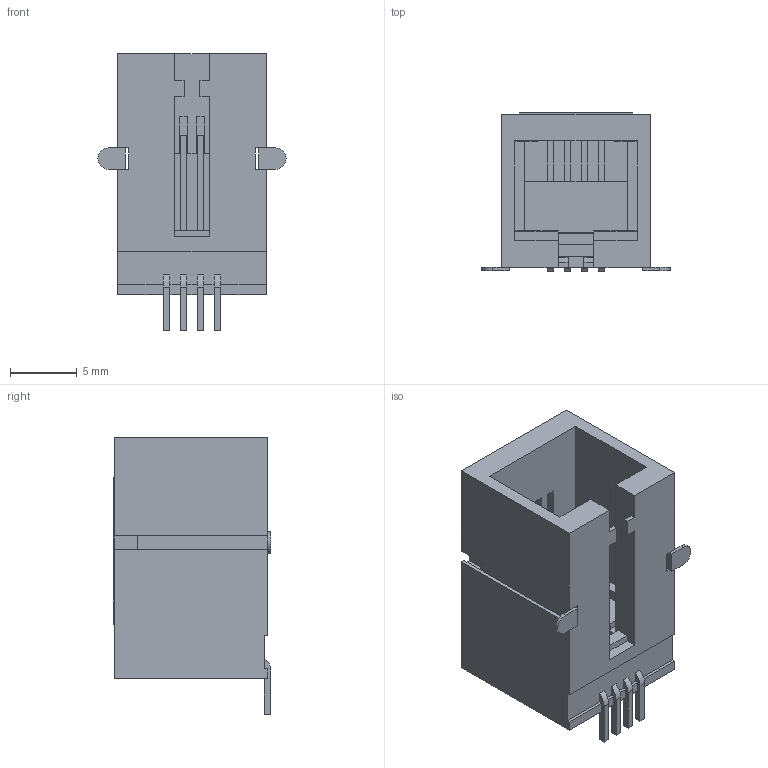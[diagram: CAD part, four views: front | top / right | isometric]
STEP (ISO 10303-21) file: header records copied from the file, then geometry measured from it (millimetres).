
FILE_DESCRIPTION(('FreeCAD Model'),'2;1');
FILE_NAME('Open CASCADE Shape Model','2025-01-17T18:18:35',('Author'),( ''),'Open CASCADE STEP processor 7.6','FreeCAD','Unknown');
FILE_SCHEMA(('AUTOMOTIVE_DESIGN { 1 0 10303 214 1 1 1 1 }'));
Length unit declared in the file: millimetre
Products named in the file (2): 855025005; SOLID
Assembly tree (1 placements, depth 2):
  855025005
    SOLID
Bounding box: 14.13 x 11.85 x 20.78 mm (x, y, z)
Volume: 1057.1 mm3; surface area: 1991.9 mm2
Topology: 1 solids, 1 shells, 203 faces, 580 edges, 378 vertices
Faces by surface type: plane 189, cylinder 14
Entity records: 7374 total; most frequent: CARTESIAN_POINT 1163, ORIENTED_EDGE 1160, DIRECTION 1018, EDGE_CURVE 580, LINE 552, VECTOR 552, VERTEX_POINT 378, AXIS2_PLACEMENT_3D 233
